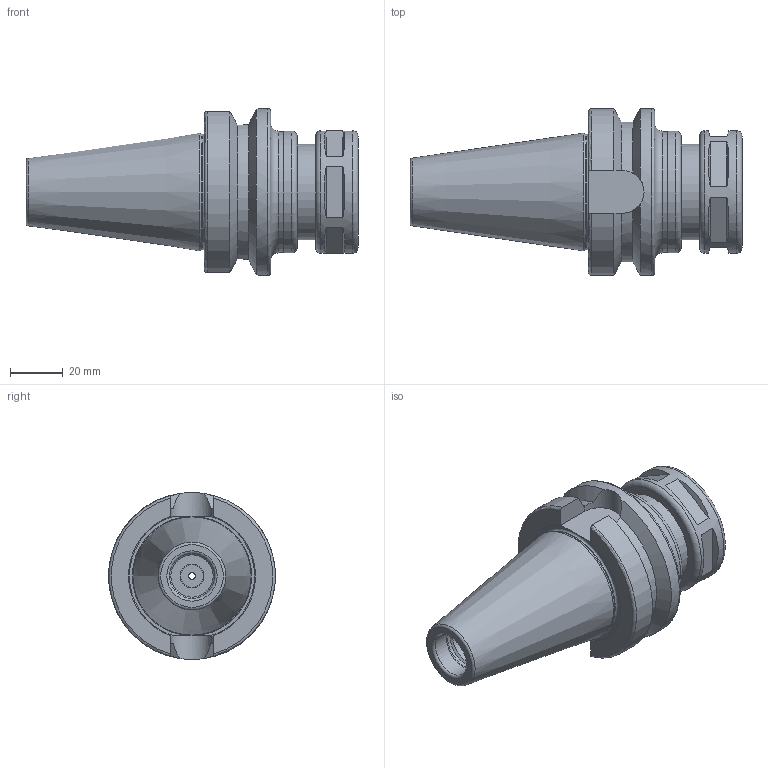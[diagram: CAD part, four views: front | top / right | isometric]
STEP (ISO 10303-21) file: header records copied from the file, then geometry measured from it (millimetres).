
FILE_DESCRIPTION((''),'2;1');
FILE_NAME('254010322060-3D.stp','2020-04-13T18:13:32',('nttooll'),(''),'Autodesk Inventor 2012','Autodesk Inventor 2012','');
FILE_SCHEMA(('AUTOMOTIVE_DESIGN { 1 0 10303 214 1 1 1 1 }'));
Length unit declared in the file: millimetre
Products named in the file (1): 254010322060-3D
Bounding box: 125.4 x 63 x 63 mm (x, y, z)
Volume: 134295.2 mm3; surface area: 34966.4 mm2
Topology: 1 solids, 1 shells, 107 faces, 217 edges, 137 vertices
Faces by surface type: plane 48, cylinder 30, cone 18, torus 11
Full cylindrical faces by diameter (mm): 2.5 x1, 8.5 x1, 9 x1, 16 x1, 17 x1, 17.4 x1, 17.5 x1, 18 x1, 21.8 x1, 21.9 x1, 22.3 x1, 23 x2, 24 x1, 28 x1, 30.4 x1, 32.5 x1, 36 x2, 43.5 x1, 45.6 x1, 46 x1, 46.3 x1, 63 x1
Entity records: 2630 total; most frequent: CARTESIAN_POINT 528, DIRECTION 454, ORIENTED_EDGE 336, AXIS2_PLACEMENT_3D 204, EDGE_LOOP 180, EDGE_CURVE 168, VERTEX_POINT 134, FACE_OUTER_BOUND 107
